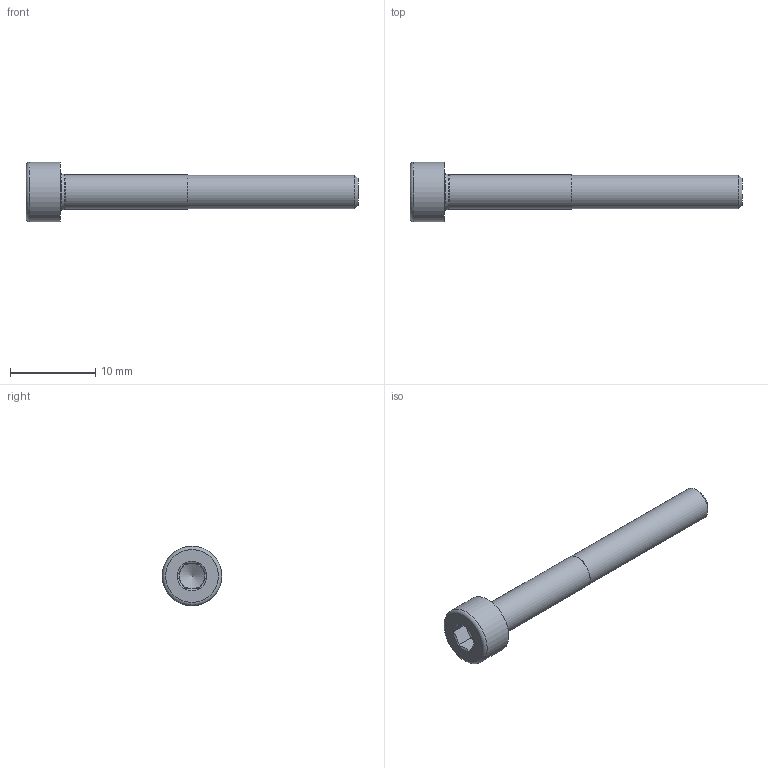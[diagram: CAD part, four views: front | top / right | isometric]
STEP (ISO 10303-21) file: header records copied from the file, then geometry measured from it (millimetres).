
FILE_DESCRIPTION(/* description */ ('Alibre Inc.'),/* implementation_level */ '2;1');
FILE_NAME(/* name */ 'export-5BD88385-AD42-4A54-A3FF-2E133CB77958',/* time_stamp */ '2022-03-26T15:23:33+01:00',/* author */ (''),/* organization */ (''),/* preprocessor_version */ 'ST-DEVELOPER v17',/* originating_system */ 'Alibre',/* authorisation */ '');
FILE_SCHEMA (('AUTOMOTIVE_DESIGN'));
Length unit declared in the file: millimetre
Products named in the file (1): HI_Cylinder head screw DIN 912 M4x35 07160.040.035(High)
Bounding box: 39 x 7 x 7 mm (x, y, z)
Volume: 562.9 mm3; surface area: 610.5 mm2
Topology: 1 solids, 1 shells, 26 faces, 59 edges, 37 vertices
Faces by surface type: plane 16, cone 4, cylinder 3, torus 3
Full cylindrical faces by diameter (mm): 3.9 x1, 4 x1, 7 x1
Entity records: 747 total; most frequent: CARTESIAN_POINT 152, ORIENTED_EDGE 112, DIRECTION 101, EDGE_CURVE 56, AXIS2_PLACEMENT_3D 48, VERTEX_POINT 36, EDGE_LOOP 30, FACE_BOUND 30
